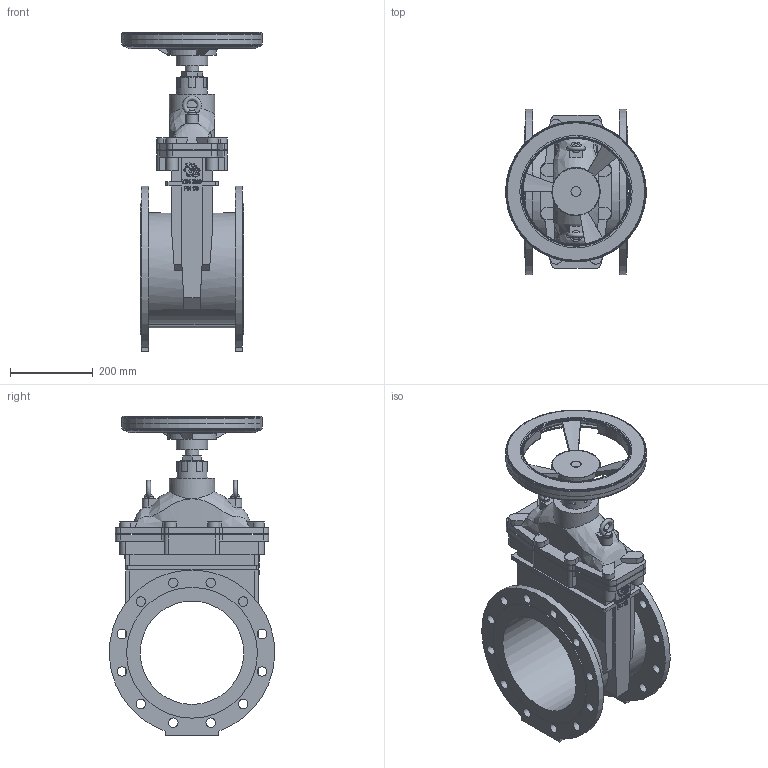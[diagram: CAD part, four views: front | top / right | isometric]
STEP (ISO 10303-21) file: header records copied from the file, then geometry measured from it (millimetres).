
FILE_DESCRIPTION(('STEP AP203'), '1');
FILE_NAME('3D_100-250-10.dwg 1111', '', ('UNSPECIFIED'), ('UNSPECIFIED'), 'C3D Converter', 'C3D Toolkit', '');
FILE_SCHEMA(('CONFIG_CONTROL_DESIGN'));
Length unit declared in the file: millimetre
Bounding box: 339.89 x 399.55 x 771 mm (x, y, z)
Volume: 16088015.9 mm3; surface area: 1582778.9 mm2
Topology: 4 solids, 4 shells, 3681 faces, 10760 edges, 7138 vertices
Faces by surface type: plane 3449, cylinder 104, cone 89, torus 25, bspline 14
Full cylindrical faces by diameter (mm): 22 x2, 23 x24, 24.286 x1, 32 x1, 55 x1, 75 x1, 75.556 x1, 110 x1, 111.296 x1, 250 x1, 264.444 x1, 316 x2, 332.444 x1, 340 x1
Entity records: 161810 total; most frequent: CARTESIAN_POINT 35099, ORIENTED_EDGE 21302, DIRECTION 18160, EDGE_CURVE 10651, LINE 10114, VECTOR 10114, VERTEX_POINT 7137, AXIS2_PLACEMENT_3D 4023
